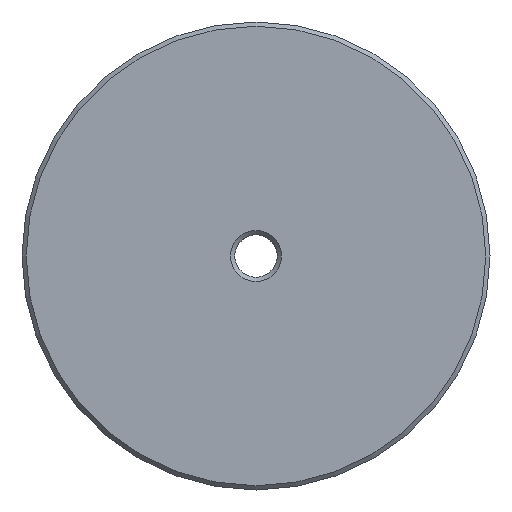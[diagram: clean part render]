
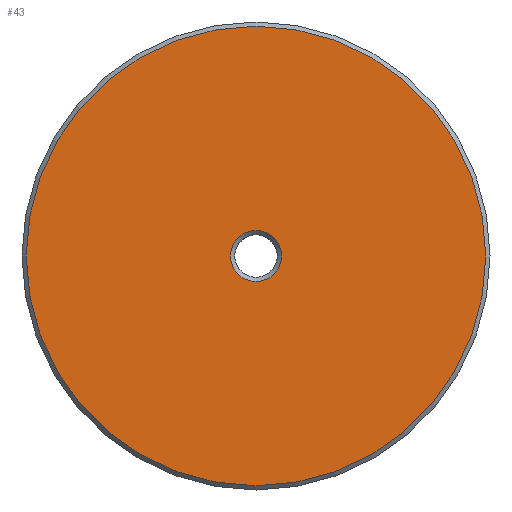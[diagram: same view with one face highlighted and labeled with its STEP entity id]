
A CAD part, left-side view. The second image highlights one B-rep face of the part: STEP entity #43.
In plain terms, the highlighted planar face has unit normal (-1, 0, 0).
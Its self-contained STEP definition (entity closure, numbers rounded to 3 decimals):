
#43 = ADVANCED_FACE('',(#44,#80),#57,.F.);
#44 = FACE_BOUND('',#45,.T.);
#45 = EDGE_LOOP('',(#46));
#46 = ORIENTED_EDGE('',*,*,#47,.F.);
#47 = EDGE_CURVE('',#48,#48,#50,.T.);
#48 = VERTEX_POINT('',#49);
#49 = CARTESIAN_POINT('',(-5.5,27.,0.));
#50 = SURFACE_CURVE('',#51,(#56,#68),.PCURVE_S1.);
#51 = CIRCLE('',#52,27.);
#52 = AXIS2_PLACEMENT_3D('',#53,#54,#55);
#53 = CARTESIAN_POINT('',(-5.5,0.,0.));
#54 = DIRECTION('',(1.,0.,0.));
#55 = DIRECTION('',(0.,1.,0.));
#56 = PCURVE('',#57,#62);
#57 = PLANE('',#58);
#58 = AXIS2_PLACEMENT_3D('',#59,#60,#61);
#59 = CARTESIAN_POINT('',(-5.5,0.,0.));
#60 = DIRECTION('',(1.,0.,0.));
#61 = DIRECTION('',(0.,1.,0.));
#62 = DEFINITIONAL_REPRESENTATION('',(#63),#67);
#63 = CIRCLE('',#64,27.);
#64 = AXIS2_PLACEMENT_2D('',#65,#66);
#65 = CARTESIAN_POINT('',(0.,0.));
#66 = DIRECTION('',(1.,-0.));
#67 = ( GEOMETRIC_REPRESENTATION_CONTEXT(2) 
PARAMETRIC_REPRESENTATION_CONTEXT() REPRESENTATION_CONTEXT('2D SPACE',''
  ) );
#68 = PCURVE('',#69,#74);
#69 = CONICAL_SURFACE('',#70,27.5,0.785);
#70 = AXIS2_PLACEMENT_3D('',#71,#72,#73);
#71 = CARTESIAN_POINT('',(-5.,0.,0.));
#72 = DIRECTION('',(1.,0.,0.));
#73 = DIRECTION('',(0.,1.,0.));
#74 = DEFINITIONAL_REPRESENTATION('',(#75),#79);
#75 = LINE('',#76,#77);
#76 = CARTESIAN_POINT('',(0.,-0.5));
#77 = VECTOR('',#78,1.);
#78 = DIRECTION('',(1.,0.));
#79 = ( GEOMETRIC_REPRESENTATION_CONTEXT(2) 
PARAMETRIC_REPRESENTATION_CONTEXT() REPRESENTATION_CONTEXT('2D SPACE',''
  ) );
#80 = FACE_BOUND('',#81,.T.);
#81 = EDGE_LOOP('',(#82));
#82 = ORIENTED_EDGE('',*,*,#83,.T.);
#83 = EDGE_CURVE('',#84,#84,#86,.T.);
#84 = VERTEX_POINT('',#85);
#85 = CARTESIAN_POINT('',(-5.5,3.,0.));
#86 = SURFACE_CURVE('',#87,(#92,#99),.PCURVE_S1.);
#87 = CIRCLE('',#88,3.);
#88 = AXIS2_PLACEMENT_3D('',#89,#90,#91);
#89 = CARTESIAN_POINT('',(-5.5,0.,0.));
#90 = DIRECTION('',(1.,0.,0.));
#91 = DIRECTION('',(0.,1.,0.));
#92 = PCURVE('',#57,#93);
#93 = DEFINITIONAL_REPRESENTATION('',(#94),#98);
#94 = CIRCLE('',#95,3.);
#95 = AXIS2_PLACEMENT_2D('',#96,#97);
#96 = CARTESIAN_POINT('',(0.,0.));
#97 = DIRECTION('',(1.,-0.));
#98 = ( GEOMETRIC_REPRESENTATION_CONTEXT(2) 
PARAMETRIC_REPRESENTATION_CONTEXT() REPRESENTATION_CONTEXT('2D SPACE',''
  ) );
#99 = PCURVE('',#100,#105);
#100 = CONICAL_SURFACE('',#101,2.5,0.785);
#101 = AXIS2_PLACEMENT_3D('',#102,#103,#104);
#102 = CARTESIAN_POINT('',(-5.,0.,0.));
#103 = DIRECTION('',(-1.,-0.,-0.));
#104 = DIRECTION('',(0.,1.,0.));
#105 = DEFINITIONAL_REPRESENTATION('',(#106),#110);
#106 = LINE('',#107,#108);
#107 = CARTESIAN_POINT('',(0.,0.5));
#108 = VECTOR('',#109,1.);
#109 = DIRECTION('',(-1.,-0.));
#110 = ( GEOMETRIC_REPRESENTATION_CONTEXT(2) 
PARAMETRIC_REPRESENTATION_CONTEXT() REPRESENTATION_CONTEXT('2D SPACE',''
  ) );
